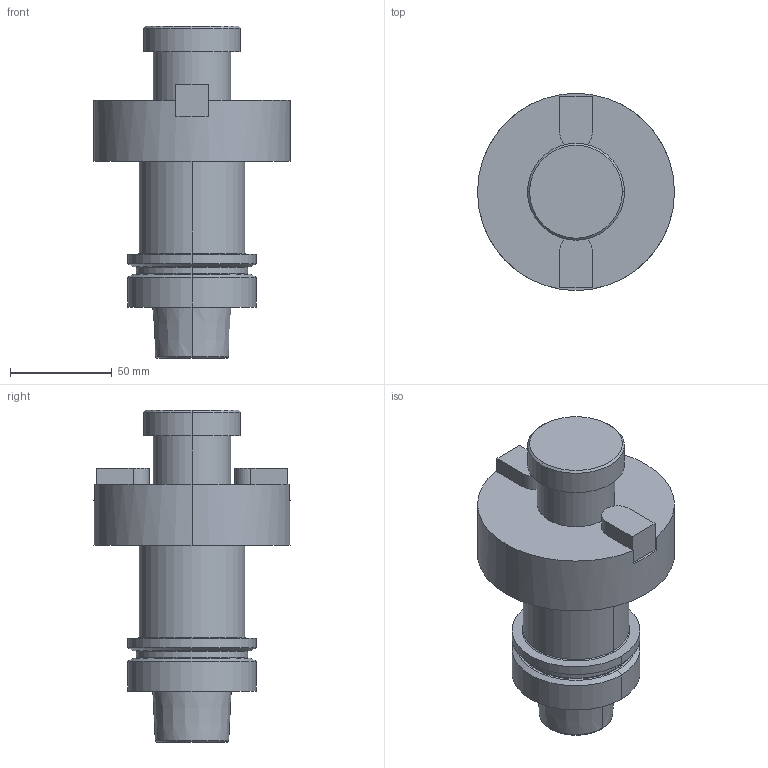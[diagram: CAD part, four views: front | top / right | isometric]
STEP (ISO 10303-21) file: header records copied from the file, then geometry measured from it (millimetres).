
FILE_DESCRIPTION (( 'STEP AP203' ), '1' );
FILE_NAME ('STP-SATE-93550-F.STEP', '2020-03-25T05:36:25', ( '' ), ( '' ), 'SwSTEP 2.0', 'SolidWorks 2017', '' );
FILE_SCHEMA (( 'CONFIG_CONTROL_DESIGN' ));
Length unit declared in the file: millimetre
Products named in the file (1): STP-SATE-93550-F
Bounding box: 96.77 x 96.77 x 163.12 mm (x, y, z)
Volume: 455455.3 mm3; surface area: 52740.4 mm2
Topology: 1 solids, 1 shells, 72 faces, 156 edges, 93 vertices
Faces by surface type: cylinder 24, plane 24, cone 14, torus 10
Entity records: 2025 total; most frequent: DIRECTION 382, CARTESIAN_POINT 320, ORIENTED_EDGE 308, AXIS2_PLACEMENT_3D 155, EDGE_CURVE 154, VERTEX_POINT 93, CIRCLE 82, EDGE_LOOP 81
